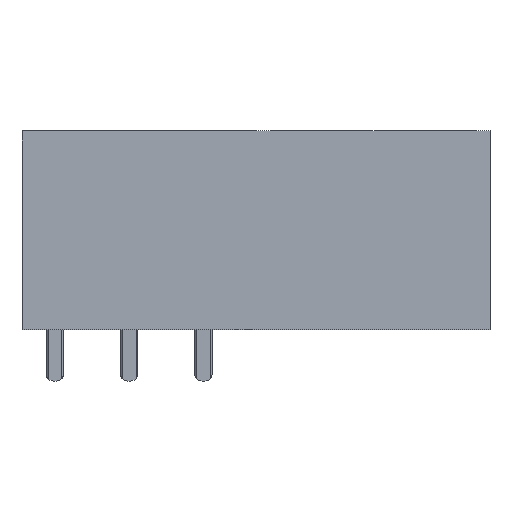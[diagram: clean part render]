
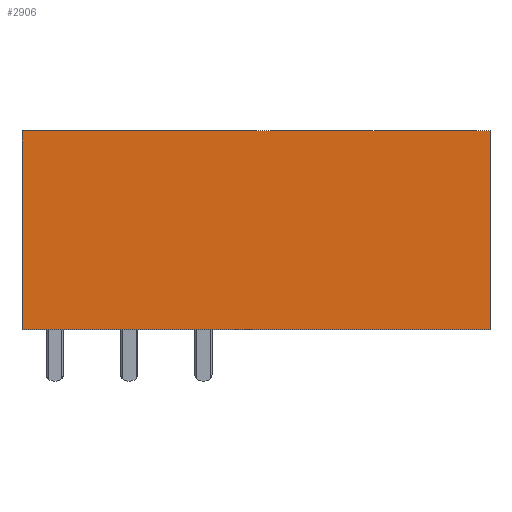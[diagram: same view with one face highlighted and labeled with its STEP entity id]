
A CAD part, left-side view. The second image highlights one B-rep face of the part: STEP entity #2906.
In plain terms, the highlighted planar face has unit normal (-1, 0, 0).
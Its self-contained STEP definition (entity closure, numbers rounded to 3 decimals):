
#2888=AXIS2_PLACEMENT_3D('Plane Axis2P3D',#2885,#2886,#2887) ;
#872=CARTESIAN_POINT('Vertex',(0.,0.,17.1)) ;
#875=CARTESIAN_POINT('Line Origine',(0.,0.,10.3)) ;
#879=CARTESIAN_POINT('Vertex',(0.,0.,3.5)) ;
#2837=CARTESIAN_POINT('Vertex',(0.,32.,3.5)) ;
#2840=CARTESIAN_POINT('Line Origine',(0.,32.,10.3)) ;
#2844=CARTESIAN_POINT('Vertex',(0.,32.,17.1)) ;
#2885=CARTESIAN_POINT('Axis2P3D Location',(0.,0.,0.)) ;
#2890=CARTESIAN_POINT('Line Origine',(0.,16.,17.1)) ;
#2895=CARTESIAN_POINT('Line Origine',(0.,16.,3.5)) ;
#876=DIRECTION('Vector Direction',(0.,0.,-1.)) ;
#2841=DIRECTION('Vector Direction',(0.,0.,1.)) ;
#2886=DIRECTION('Axis2P3D Direction',(-1.,0.,0.)) ;
#2887=DIRECTION('Axis2P3D XDirection',(0.,0.,1.)) ;
#2891=DIRECTION('Vector Direction',(0.,-1.,0.)) ;
#2896=DIRECTION('Vector Direction',(0.,1.,0.)) ;
#877=VECTOR('Line Direction',#876,1.) ;
#2842=VECTOR('Line Direction',#2841,1.) ;
#2892=VECTOR('Line Direction',#2891,1.) ;
#2897=VECTOR('Line Direction',#2896,1.) ;
#2901=ORIENTED_EDGE('',*,*,#881,.T.) ;
#2902=ORIENTED_EDGE('',*,*,#2894,.T.) ;
#2903=ORIENTED_EDGE('',*,*,#2846,.T.) ;
#2904=ORIENTED_EDGE('',*,*,#2899,.T.) ;
#2906=ADVANCED_FACE('Housing',(#2905),#2889,.T.) ;
#881=EDGE_CURVE('',#880,#873,#878,.F.) ;
#2846=EDGE_CURVE('',#2845,#2838,#2843,.F.) ;
#2894=EDGE_CURVE('',#873,#2845,#2893,.F.) ;
#2899=EDGE_CURVE('',#2838,#880,#2898,.F.) ;
#2900=EDGE_LOOP('',(#2901,#2902,#2903,#2904)) ;
#2905=FACE_OUTER_BOUND('',#2900,.T.) ;
#878=LINE('Line',#875,#877) ;
#2843=LINE('Line',#2840,#2842) ;
#2893=LINE('Line',#2890,#2892) ;
#2898=LINE('Line',#2895,#2897) ;
#2889=PLANE('',#2888) ;
#873=VERTEX_POINT('',#872) ;
#880=VERTEX_POINT('',#879) ;
#2838=VERTEX_POINT('',#2837) ;
#2845=VERTEX_POINT('',#2844) ;
